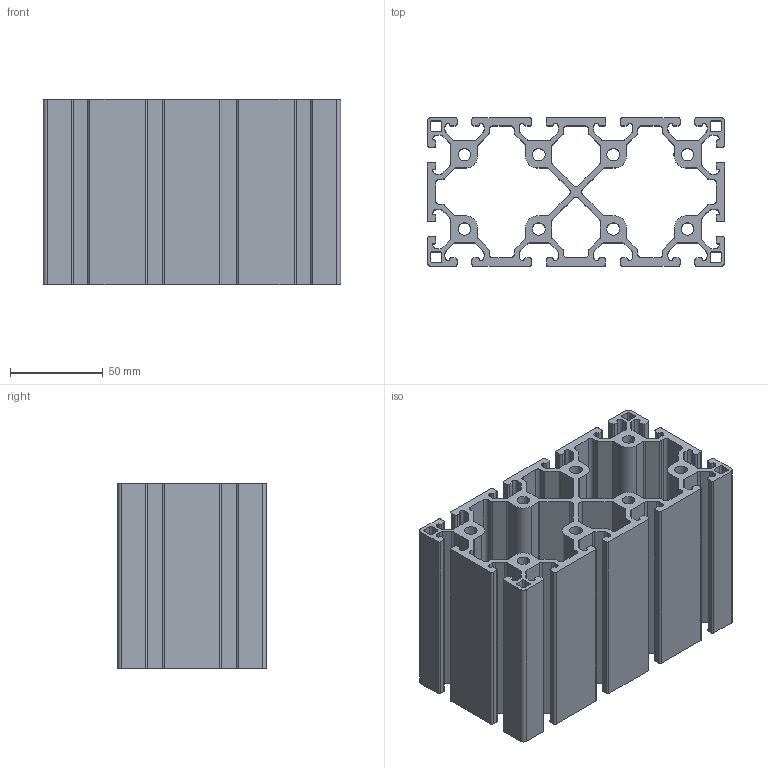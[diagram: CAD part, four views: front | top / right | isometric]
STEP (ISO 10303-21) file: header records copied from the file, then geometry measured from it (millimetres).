
FILE_DESCRIPTION(/* description */ ('PROF.80x160 12C L'),/* implementation_level */ '2;1');
FILE_NAME(/* name */ 'BPRDD0000209.stp',/* time_stamp */ '2017-07-12T15:40:41+02:00',/* author */ ('fzagni'),/* organization */ (''),/* preprocessor_version */ 'ST-DEVELOPER v16.1',/* originating_system */ 'Autodesk Inventor 2016',/* authorisation */ '');
FILE_SCHEMA (('AUTOMOTIVE_DESIGN { 1 0 10303 214 3 1 1 }'));
Length unit declared in the file: millimetre
Products named in the file (1): 01.80160.L12A
Bounding box: 160 x 80 x 100 mm (x, y, z)
Volume: 359494.5 mm3; surface area: 202550.8 mm2
Topology: 1 solids, 1 shells, 505 faces, 1509 edges, 1006 vertices
Faces by surface type: plane 263, cylinder 242
Full cylindrical faces by diameter (mm): 6.8 x8
Entity records: 17155 total; most frequent: CARTESIAN_POINT 3013, ORIENTED_EDGE 3002, DIRECTION 2997, EDGE_CURVE 1501, LINE 1017, VECTOR 1017, VERTEX_POINT 1006, AXIS2_PLACEMENT_3D 990
